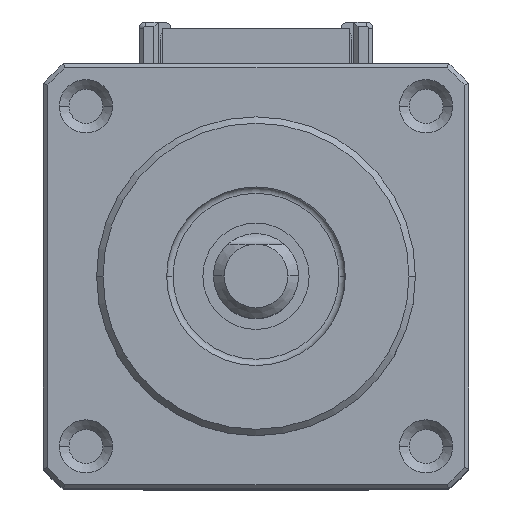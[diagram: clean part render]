
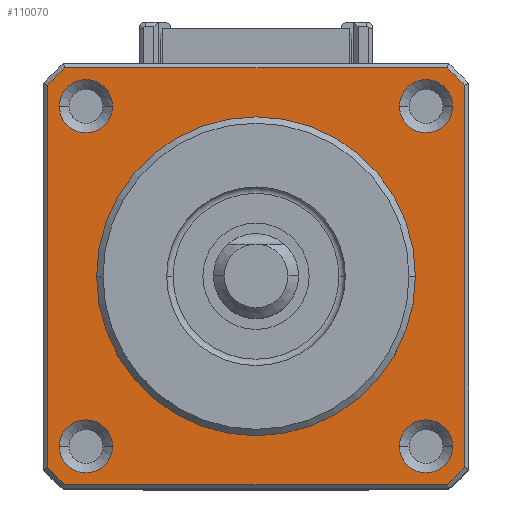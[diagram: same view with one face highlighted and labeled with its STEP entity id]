
A CAD part, top view. The second image highlights one B-rep face of the part: STEP entity #110070.
In plain terms, the highlighted planar face has unit normal (0, 0, 1).
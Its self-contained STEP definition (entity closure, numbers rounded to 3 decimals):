
#91260=CARTESIAN_POINT('',(-8.992,-9.8,0.));
#91270=VERTEX_POINT('',#91260);
#91300=CARTESIAN_POINT('',(0.,-9.8,0.));
#91310=DIRECTION('',(1.,0.,-0.));
#91320=VECTOR('',#91310,1.);
#91330=LINE('',#91300,#91320);
#91340=CARTESIAN_POINT('',(8.992,-9.8,0.));
#91350=VERTEX_POINT('',#91340);
#91360=EDGE_CURVE('',#91270,#91350,#91330,.T.);
#91650=CARTESIAN_POINT('',(0.,0.,0.
));
#91660=DIRECTION('',(-0.,-0.,1.));
#91670=DIRECTION('',(-1.,0.,-0.));
#91680=AXIS2_PLACEMENT_3D('',#91650,#91660,#91670);
#91690=CIRCLE('',#91680,13.3);
#91700=CARTESIAN_POINT('',(9.8,-8.992,0.));
#91710=VERTEX_POINT('',#91700);
#91720=EDGE_CURVE('',#91350,#91710,#91690,.T.);
#92070=CARTESIAN_POINT('',(9.8,0.,0.));
#92080=DIRECTION('',(0.,1.,-0.));
#92090=VECTOR('',#92080,1.);
#92100=LINE('',#92070,#92090);
#92110=CARTESIAN_POINT('',(9.8,8.992,0.));
#92120=VERTEX_POINT('',#92110);
#92130=EDGE_CURVE('',#91710,#92120,#92100,.T.);
#100090=CARTESIAN_POINT('',(-9.8,8.992,0.));
#100100=VERTEX_POINT('',#100090);
#100130=CARTESIAN_POINT('',(-9.8,0.,0.));
#100140=DIRECTION('',(0.,-1.,0.));
#100150=VECTOR('',#100140,1.);
#100160=LINE('',#100130,#100150);
#100170=CARTESIAN_POINT('',(-9.8,-8.992,
0.));
#100180=VERTEX_POINT('',#100170);
#100190=EDGE_CURVE('',#100100,#100180,#100160,.T.);
#100640=CARTESIAN_POINT('',(0.,0.,
0.));
#100650=DIRECTION('',(-0.,-0.,1.));
#100660=DIRECTION('',(-1.,0.,-0.));
#100670=AXIS2_PLACEMENT_3D('',#100640,#100650,#100660);
#100680=CIRCLE('',#100670,13.3);
#100690=EDGE_CURVE('',#100180,#91270,#100680,.T.);
#103180=CARTESIAN_POINT('',(0.,0.,0.
));
#103190=DIRECTION('',(-0.,-0.,1.));
#103200=DIRECTION('',(-1.,0.,-0.));
#103210=AXIS2_PLACEMENT_3D('',#103180,#103190,#103200);
#103220=CIRCLE('',#103210,13.3);
#103230=CARTESIAN_POINT('',(8.992,9.8,0.));
#103240=VERTEX_POINT('',#103230);
#103250=EDGE_CURVE('',#92120,#103240,#103220,.T.);
#103540=CARTESIAN_POINT('',(0.,9.8,-0.));
#103550=DIRECTION('',(-1.,0.,0.));
#103560=VECTOR('',#103550,1.);
#103570=LINE('',#103540,#103560);
#103580=CARTESIAN_POINT('',(-8.992,9.8,
0.));
#103590=VERTEX_POINT('',#103580);
#103600=EDGE_CURVE('',#103240,#103590,#103570,.T.);
#109110=CARTESIAN_POINT('',(-9.8,-9.8,0.));
#109120=DIRECTION('',(0.,0.,1.));
#109130=DIRECTION('',(1.,0.,-0.));
#109140=AXIS2_PLACEMENT_3D('',#109110,#109120,#109130);
#109150=PLANE('',#109140);
#109160=ORIENTED_EDGE('',*,*,#100690,.T.);
#109170=ORIENTED_EDGE('',*,*,#100190,.T.);
#109180=CARTESIAN_POINT('',(0.,0.,
0.));
#109190=DIRECTION('',(-0.,-0.,1.));
#109200=DIRECTION('',(-1.,0.,-0.));
#109210=AXIS2_PLACEMENT_3D('',#109180,#109190,#109200);
#109220=CIRCLE('',#109210,13.3);
#109230=EDGE_CURVE('',#103590,#100100,#109220,.T.);
#109240=ORIENTED_EDGE('',*,*,#109230,.T.);
#109250=ORIENTED_EDGE('',*,*,#103600,.T.);
#109260=ORIENTED_EDGE('',*,*,#103250,.T.);
#109270=ORIENTED_EDGE('',*,*,#92130,.T.);
#109280=ORIENTED_EDGE('',*,*,#91720,.T.);
#109290=ORIENTED_EDGE('',*,*,#91360,.T.);
#109300=EDGE_LOOP('',(#109290,#109280,#109270,#109260,#109250,#109240,
#109170,#109160));
#109310=FACE_OUTER_BOUND('',#109300,.T.);
#109320=CARTESIAN_POINT('',(8.,8.,0.));
#109330=DIRECTION('',(-0.,-0.,-1.));
#109340=DIRECTION('',(1.,0.,0.));
#109350=AXIS2_PLACEMENT_3D('',#109320,#109330,#109340);
#109360=CIRCLE('',#109350,1.25);
#109370=CARTESIAN_POINT('',(9.25,8.,0.));
#109380=VERTEX_POINT('',#109370);
#109390=CARTESIAN_POINT('',(6.75,8.,0.));
#109400=VERTEX_POINT('',#109390);
#109410=EDGE_CURVE('',#109380,#109400,#109360,.T.);
#109420=ORIENTED_EDGE('',*,*,#109410,.T.);
#109430=EDGE_CURVE('',#109400,#109380,#109360,.T.);
#109440=ORIENTED_EDGE('',*,*,#109430,.T.);
#109450=EDGE_LOOP('',(#109440,#109420));
#109460=FACE_BOUND('',#109450,.T.);
#109470=CARTESIAN_POINT('',(-8.,8.,0.));
#109480=DIRECTION('',(-0.,-0.,-1.));
#109490=DIRECTION('',(1.,0.,0.));
#109500=AXIS2_PLACEMENT_3D('',#109470,#109480,#109490);
#109510=CIRCLE('',#109500,1.25);
#109520=CARTESIAN_POINT('',(-6.75,8.,0.));
#109530=VERTEX_POINT('',#109520);
#109540=CARTESIAN_POINT('',(-9.25,8.,0.));
#109550=VERTEX_POINT('',#109540);
#109560=EDGE_CURVE('',#109530,#109550,#109510,.T.);
#109570=ORIENTED_EDGE('',*,*,#109560,.T.);
#109580=EDGE_CURVE('',#109550,#109530,#109510,.T.);
#109590=ORIENTED_EDGE('',*,*,#109580,.T.);
#109600=EDGE_LOOP('',(#109590,#109570));
#109610=FACE_BOUND('',#109600,.T.);
#109620=CARTESIAN_POINT('',(8.,-8.,0.));
#109630=DIRECTION('',(-0.,-0.,-1.));
#109640=DIRECTION('',(1.,0.,0.));
#109650=AXIS2_PLACEMENT_3D('',#109620,#109630,#109640);
#109660=CIRCLE('',#109650,1.25);
#109670=CARTESIAN_POINT('',(9.25,-8.,0.));
#109680=VERTEX_POINT('',#109670);
#109690=CARTESIAN_POINT('',(6.75,-8.,0.
));
#109700=VERTEX_POINT('',#109690);
#109710=EDGE_CURVE('',#109680,#109700,#109660,.T.);
#109720=ORIENTED_EDGE('',*,*,#109710,.T.);
#109730=EDGE_CURVE('',#109700,#109680,#109660,.T.);
#109740=ORIENTED_EDGE('',*,*,#109730,.T.);
#109750=EDGE_LOOP('',(#109740,#109720));
#109760=FACE_BOUND('',#109750,.T.);
#109770=CARTESIAN_POINT('',(-8.,-8.,0.));
#109780=DIRECTION('',(-0.,-0.,-1.));
#109790=DIRECTION('',(1.,0.,0.));
#109800=AXIS2_PLACEMENT_3D('',#109770,#109780,#109790);
#109810=CIRCLE('',#109800,1.25);
#109820=CARTESIAN_POINT('',(-9.25,-8.,0.));
#109830=VERTEX_POINT('',#109820);
#109840=CARTESIAN_POINT('',(-6.75,-8.,0.));
#109850=VERTEX_POINT('',#109840);
#109860=EDGE_CURVE('',#109830,#109850,#109810,.T.);
#109870=ORIENTED_EDGE('',*,*,#109860,.T.);
#109880=EDGE_CURVE('',#109850,#109830,#109810,.T.);
#109890=ORIENTED_EDGE('',*,*,#109880,.T.);
#109900=EDGE_LOOP('',(#109890,#109870));
#109910=FACE_BOUND('',#109900,.T.);
#109920=CARTESIAN_POINT('',(0.,0.,0.
));
#109930=DIRECTION('',(0.,0.,1.));
#109940=DIRECTION('',(1.,0.,0.));
#109950=AXIS2_PLACEMENT_3D('',#109920,#109930,#109940);
#109960=CIRCLE('',#109950,7.5);
#109970=CARTESIAN_POINT('',(-7.5,0.,
0.));
#109980=VERTEX_POINT('',#109970);
#109990=CARTESIAN_POINT('',(7.5,0.,0.));
#110000=VERTEX_POINT('',#109990);
#110010=EDGE_CURVE('',#109980,#110000,#109960,.T.);
#110020=ORIENTED_EDGE('',*,*,#110010,.F.);
#110030=EDGE_CURVE('',#110000,#109980,#109960,.T.);
#110040=ORIENTED_EDGE('',*,*,#110030,.F.);
#110050=EDGE_LOOP('',(#110040,#110020));
#110060=FACE_BOUND('',#110050,.T.);
#110070=ADVANCED_FACE('',(#109310,#109460,#109610,#109760,#109910,
#110060),#109150,.T.);
